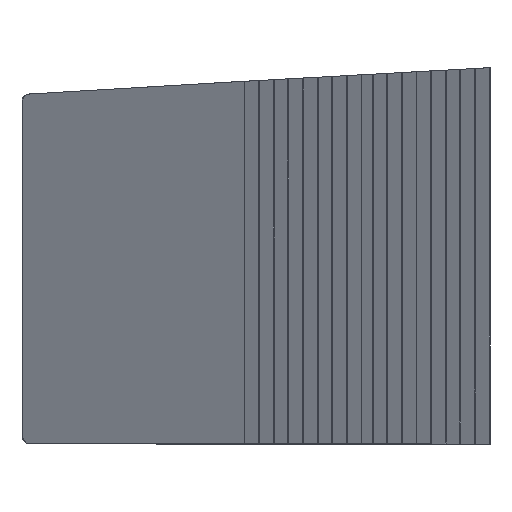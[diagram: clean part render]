
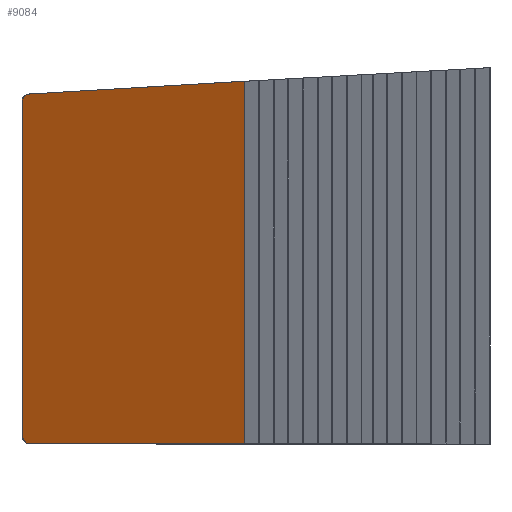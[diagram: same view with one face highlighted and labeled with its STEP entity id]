
A CAD part, top view. The second image highlights one B-rep face of the part: STEP entity #9084.
In plain terms, the highlighted planar face has unit normal (-0.526, 0, 0.851).
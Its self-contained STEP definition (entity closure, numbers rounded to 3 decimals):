
#8639 = PLANE('',#8640);
#8640 = AXIS2_PLACEMENT_3D('',#8641,#8642,#8643);
#8641 = CARTESIAN_POINT('',(9655.324,0.,5967.381));
#8642 = DIRECTION('',(0.851,0.,0.526));
#8643 = DIRECTION('',(0.,-1.,0.));
#8667 = CYLINDRICAL_SURFACE('',#8668,23.);
#8668 = AXIS2_PLACEMENT_3D('',#8669,#8670,#8671);
#8669 = CARTESIAN_POINT('',(11814.028,-500.,2518.309)
  );
#8670 = DIRECTION('',(-0.526,0.,0.851));
#8671 = DIRECTION('',(-0.851,0.,-0.526));
#8694 = PLANE('',#8695);
#8695 = AXIS2_PLACEMENT_3D('',#8696,#8697,#8698);
#8696 = CARTESIAN_POINT('',(0.,-523.,0.));
#8697 = DIRECTION('',(0.,1.,0.));
#8698 = DIRECTION('',(1.,0.,-0.));
#8720 = PLANE('',#8721);
#8721 = AXIS2_PLACEMENT_3D('',#8722,#8723,#8724);
#8722 = CARTESIAN_POINT('',(8612.481,-45.193,
    9172.593));
#8723 = DIRECTION('',(0.851,0.,0.526));
#8724 = DIRECTION('',(0.,-1.,0.));
#8746 = PLANE('',#8747);
#8747 = AXIS2_PLACEMENT_3D('',#8748,#8749,#8750);
#8748 = CARTESIAN_POINT('',(5.571,-95.645,0.));
#8749 = DIRECTION('',(0.058,-0.998,0.));
#8750 = DIRECTION('',(0.,0.,-1.));
#8772 = CYLINDRICAL_SURFACE('',#8773,23.);
#8773 = AXIS2_PLACEMENT_3D('',#8774,#8775,#8776);
#8774 = CARTESIAN_POINT('',(10972.624,520.074,
    3879.716));
#8775 = DIRECTION('',(0.525,0.031,-0.85)
  );
#8776 = DIRECTION('',(-0.058,0.998,
    0.));
#8794 = VERTEX_POINT('',#8795);
#8795 = CARTESIAN_POINT('',(10997.478,522.661,
    3795.754));
#8816 = EDGE_CURVE('',#8817,#8794,#8819,.T.);
#8817 = VERTEX_POINT('',#8818);
#8818 = CARTESIAN_POINT('',(10997.478,-500.,3795.754)
  );
#8819 = SURFACE_CURVE('',#8820,(#8824,#8830),.PCURVE_S1.);
#8820 = LINE('',#8821,#8822);
#8821 = CARTESIAN_POINT('',(10997.478,11.139,
    3795.754));
#8822 = VECTOR('',#8823,1.);
#8823 = DIRECTION('',(0.,1.,-0.));
#8824 = PCURVE('',#8639,#8825);
#8825 = DEFINITIONAL_REPRESENTATION('',(#8826),#8829);
#8826 = B_SPLINE_CURVE_WITH_KNOTS('',1,(#8827,#8828),.UNSPECIFIED.,.F.,
  .F.,(2,2),(-617.978,664.095),.PIECEWISE_BEZIER_KNOTS.);
#8827 = CARTESIAN_POINT('',(606.839,2552.909));
#8828 = CARTESIAN_POINT('',(-675.234,2552.909));
#8829 = ( GEOMETRIC_REPRESENTATION_CONTEXT(2) 
PARAMETRIC_REPRESENTATION_CONTEXT() REPRESENTATION_CONTEXT('2D SPACE',''
  ) );
#8830 = PCURVE('',#8831,#8836);
#8831 = PLANE('',#8832);
#8832 = AXIS2_PLACEMENT_3D('',#8833,#8834,#8835);
#8833 = CARTESIAN_POINT('',(10997.478,22.278,
    3795.754));
#8834 = DIRECTION('',(-0.526,0.,0.851));
#8835 = DIRECTION('',(0.851,0.,0.526));
#8836 = DEFINITIONAL_REPRESENTATION('',(#8837),#8840);
#8837 = B_SPLINE_CURVE_WITH_KNOTS('',1,(#8838,#8839),.UNSPECIFIED.,.F.,
  .F.,(2,2),(-617.978,664.095),.PIECEWISE_BEZIER_KNOTS.);
#8838 = CARTESIAN_POINT('',(0.,-629.117));
#8839 = CARTESIAN_POINT('',(0.,652.956));
#8840 = ( GEOMETRIC_REPRESENTATION_CONTEXT(2) 
PARAMETRIC_REPRESENTATION_CONTEXT() REPRESENTATION_CONTEXT('2D SPACE',''
  ) );
#8867 = EDGE_CURVE('',#8868,#8794,#8870,.T.);
#8868 = VERTEX_POINT('',#8869);
#8869 = CARTESIAN_POINT('',(11016.075,545.644,
    3807.248));
#8870 = SURFACE_CURVE('',#8871,(#8876,#8889),.PCURVE_S1.);
#8871 = ELLIPSE('',#8872,23.011,23.);
#8872 = AXIS2_PLACEMENT_3D('',#8873,#8874,#8875);
#8873 = CARTESIAN_POINT('',(11017.043,522.661,
    3807.846));
#8874 = DIRECTION('',(-0.526,0.,0.851)
  );
#8875 = DIRECTION('',(0.,1.,0.));
#8876 = PCURVE('',#8772,#8877);
#8877 = DEFINITIONAL_REPRESENTATION('',(#8878),#8888);
#8878 = B_SPLINE_CURVE_WITH_KNOTS('',8,(#8879,#8880,#8881,#8882,#8883,
    #8884,#8885,#8886,#8887),.UNSPECIFIED.,.F.,.F.,(9,9),(
    0.049,1.571),.PIECEWISE_BEZIER_KNOTS.);
#8879 = CARTESIAN_POINT('',(0.,85.232));
#8880 = CARTESIAN_POINT('',(-0.19,85.225));
#8881 = CARTESIAN_POINT('',(-0.38,85.19));
#8882 = CARTESIAN_POINT('',(-0.57,85.125));
#8883 = CARTESIAN_POINT('',(-0.761,85.035));
#8884 = CARTESIAN_POINT('',(-0.951,84.923));
#8885 = CARTESIAN_POINT('',(-1.141,84.796));
#8886 = CARTESIAN_POINT('',(-1.331,84.663));
#8887 = CARTESIAN_POINT('',(-1.521,84.529));
#8888 = ( GEOMETRIC_REPRESENTATION_CONTEXT(2) 
PARAMETRIC_REPRESENTATION_CONTEXT() REPRESENTATION_CONTEXT('2D SPACE',''
  ) );
#8889 = PCURVE('',#8831,#8890);
#8890 = DEFINITIONAL_REPRESENTATION('',(#8891),#8895);
#8891 = ELLIPSE('',#8892,23.011,23.);
#8892 = AXIS2_PLACEMENT_2D('',#8893,#8894);
#8893 = CARTESIAN_POINT('',(23.,500.384));
#8894 = DIRECTION('',(0.,1.));
#8895 = ( GEOMETRIC_REPRESENTATION_CONTEXT(2) 
PARAMETRIC_REPRESENTATION_CONTEXT() REPRESENTATION_CONTEXT('2D SPACE',''
  ) );
#8925 = VERTEX_POINT('',#8926);
#8926 = CARTESIAN_POINT('',(11676.295,584.097,
    4215.291));
#8945 = EDGE_CURVE('',#8868,#8925,#8946,.T.);
#8946 = SURFACE_CURVE('',#8947,(#8951,#8957),.PCURVE_S1.);
#8947 = LINE('',#8948,#8949);
#8948 = CARTESIAN_POINT('',(6159.211,262.764,
    805.509));
#8949 = VECTOR('',#8950,1.);
#8950 = DIRECTION('',(0.85,0.049,0.525)
  );
#8951 = PCURVE('',#8746,#8952);
#8952 = DEFINITIONAL_REPRESENTATION('',(#8953),#8956);
#8953 = B_SPLINE_CURVE_WITH_KNOTS('',1,(#8954,#8955),.UNSPECIFIED.,.F.,
  .F.,(2,2),(5496.735,7070.54),
  .PIECEWISE_BEZIER_KNOTS.);
#8954 = CARTESIAN_POINT('',(-3691.795,10842.043));
#8955 = CARTESIAN_POINT('',(-4518.187,12181.424));
#8956 = ( GEOMETRIC_REPRESENTATION_CONTEXT(2) 
PARAMETRIC_REPRESENTATION_CONTEXT() REPRESENTATION_CONTEXT('2D SPACE',''
  ) );
#8957 = PCURVE('',#8831,#8958);
#8958 = DEFINITIONAL_REPRESENTATION('',(#8959),#8962);
#8959 = B_SPLINE_CURVE_WITH_KNOTS('',1,(#8960,#8961),.UNSPECIFIED.,.F.,
  .F.,(2,2),(5496.735,7070.54),
  .PIECEWISE_BEZIER_KNOTS.);
#8960 = CARTESIAN_POINT('',(-197.74,512.486));
#8961 = CARTESIAN_POINT('',(1374.138,590.364));
#8962 = ( GEOMETRIC_REPRESENTATION_CONTEXT(2) 
PARAMETRIC_REPRESENTATION_CONTEXT() REPRESENTATION_CONTEXT('2D SPACE',''
  ) );
#8970 = EDGE_CURVE('',#8971,#8925,#8973,.T.);
#8971 = VERTEX_POINT('',#8972);
#8972 = CARTESIAN_POINT('',(11676.295,-523.,4215.291)
  );
#8973 = SURFACE_CURVE('',#8974,(#8978,#8984),.PCURVE_S1.);
#8974 = LINE('',#8975,#8976);
#8975 = CARTESIAN_POINT('',(11676.295,-11.458,
    4215.291));
#8976 = VECTOR('',#8977,1.);
#8977 = DIRECTION('',(0.,1.,-0.));
#8978 = PCURVE('',#8720,#8979);
#8979 = DEFINITIONAL_REPRESENTATION('',(#8980),#8983);
#8980 = B_SPLINE_CURVE_WITH_KNOTS('',1,(#8981,#8982),.UNSPECIFIED.,.F.,
  .F.,(2,2),(-627.072,759.285),.PIECEWISE_BEZIER_KNOTS.);
#8981 = CARTESIAN_POINT('',(593.337,5827.676));
#8982 = CARTESIAN_POINT('',(-793.02,5827.676));
#8983 = ( GEOMETRIC_REPRESENTATION_CONTEXT(2) 
PARAMETRIC_REPRESENTATION_CONTEXT() REPRESENTATION_CONTEXT('2D SPACE',''
  ) );
#8984 = PCURVE('',#8831,#8985);
#8985 = DEFINITIONAL_REPRESENTATION('',(#8986),#8989);
#8986 = B_SPLINE_CURVE_WITH_KNOTS('',1,(#8987,#8988),.UNSPECIFIED.,.F.,
  .F.,(2,2),(-627.072,759.285),.PIECEWISE_BEZIER_KNOTS.);
#8987 = CARTESIAN_POINT('',(798.,-660.807));
#8988 = CARTESIAN_POINT('',(798.,725.55));
#8989 = ( GEOMETRIC_REPRESENTATION_CONTEXT(2) 
PARAMETRIC_REPRESENTATION_CONTEXT() REPRESENTATION_CONTEXT('2D SPACE',''
  ) );
#9015 = VERTEX_POINT('',#9016);
#9016 = CARTESIAN_POINT('',(11017.043,-523.,3807.846)
  );
#9037 = EDGE_CURVE('',#8971,#9015,#9038,.T.);
#9038 = SURFACE_CURVE('',#9039,(#9043,#9049),.PCURVE_S1.);
#9039 = LINE('',#9040,#9041);
#9040 = CARTESIAN_POINT('',(6169.816,-523.,812.063));
#9041 = VECTOR('',#9042,1.);
#9042 = DIRECTION('',(-0.851,0.,-0.526));
#9043 = PCURVE('',#8694,#9044);
#9044 = DEFINITIONAL_REPRESENTATION('',(#9045),#9048);
#9045 = B_SPLINE_CURVE_WITH_KNOTS('',1,(#9046,#9047),.UNSPECIFIED.,.F.,
  .F.,(2,2),(-7049.317,-5478.707),
  .PIECEWISE_BEZIER_KNOTS.);
#9046 = CARTESIAN_POINT('',(12166.305,-4518.137));
#9047 = CARTESIAN_POINT('',(10830.269,-3692.412));
#9048 = ( GEOMETRIC_REPRESENTATION_CONTEXT(2) 
PARAMETRIC_REPRESENTATION_CONTEXT() REPRESENTATION_CONTEXT('2D SPACE',''
  ) );
#9049 = PCURVE('',#8831,#9050);
#9050 = DEFINITIONAL_REPRESENTATION('',(#9051),#9054);
#9051 = B_SPLINE_CURVE_WITH_KNOTS('',1,(#9052,#9053),.UNSPECIFIED.,.F.,
  .F.,(2,2),(-7049.317,-5478.707),
  .PIECEWISE_BEZIER_KNOTS.);
#9052 = CARTESIAN_POINT('',(1374.043,-545.278));
#9053 = CARTESIAN_POINT('',(-196.566,-545.278));
#9054 = ( GEOMETRIC_REPRESENTATION_CONTEXT(2) 
PARAMETRIC_REPRESENTATION_CONTEXT() REPRESENTATION_CONTEXT('2D SPACE',''
  ) );
#9062 = EDGE_CURVE('',#8817,#9015,#9063,.T.);
#9063 = SURFACE_CURVE('',#9064,(#9069,#9076),.PCURVE_S1.);
#9064 = CIRCLE('',#9065,23.);
#9065 = AXIS2_PLACEMENT_3D('',#9066,#9067,#9068);
#9066 = CARTESIAN_POINT('',(11017.043,-500.,3807.846)
  );
#9067 = DIRECTION('',(-0.526,0.,0.851));
#9068 = DIRECTION('',(-0.851,0.,-0.526));
#9069 = PCURVE('',#8667,#9070);
#9070 = DEFINITIONAL_REPRESENTATION('',(#9071),#9075);
#9071 = LINE('',#9072,#9073);
#9072 = CARTESIAN_POINT('',(0.,1515.945));
#9073 = VECTOR('',#9074,1.);
#9074 = DIRECTION('',(1.,0.));
#9075 = ( GEOMETRIC_REPRESENTATION_CONTEXT(2) 
PARAMETRIC_REPRESENTATION_CONTEXT() REPRESENTATION_CONTEXT('2D SPACE',''
  ) );
#9076 = PCURVE('',#8831,#9077);
#9077 = DEFINITIONAL_REPRESENTATION('',(#9078),#9082);
#9078 = CIRCLE('',#9079,23.);
#9079 = AXIS2_PLACEMENT_2D('',#9080,#9081);
#9080 = CARTESIAN_POINT('',(23.,-522.278));
#9081 = DIRECTION('',(-1.,0.));
#9082 = ( GEOMETRIC_REPRESENTATION_CONTEXT(2) 
PARAMETRIC_REPRESENTATION_CONTEXT() REPRESENTATION_CONTEXT('2D SPACE',''
  ) );
#9084 = ADVANCED_FACE('',(#9085),#8831,.T.);
#9085 = FACE_BOUND('',#9086,.T.);
#9086 = EDGE_LOOP('',(#9087,#9088,#9089,#9090,#9091,#9092));
#9087 = ORIENTED_EDGE('',*,*,#8816,.F.);
#9088 = ORIENTED_EDGE('',*,*,#9062,.T.);
#9089 = ORIENTED_EDGE('',*,*,#9037,.F.);
#9090 = ORIENTED_EDGE('',*,*,#8970,.T.);
#9091 = ORIENTED_EDGE('',*,*,#8945,.F.);
#9092 = ORIENTED_EDGE('',*,*,#8867,.T.);
